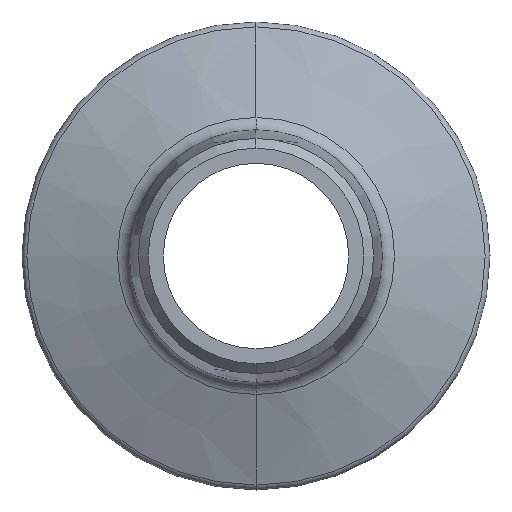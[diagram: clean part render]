
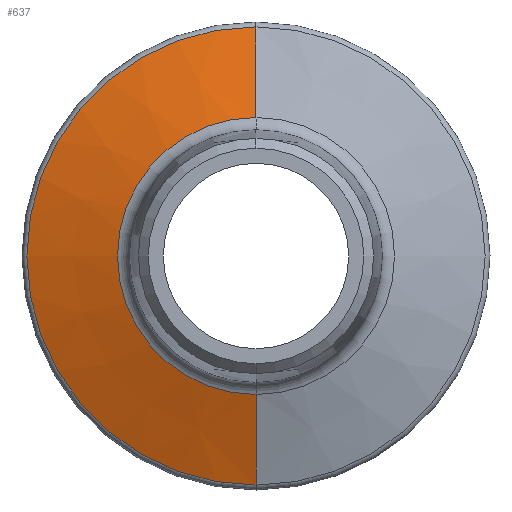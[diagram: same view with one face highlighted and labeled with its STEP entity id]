
A CAD part, left-side view. The second image highlights one B-rep face of the part: STEP entity #637.
In plain terms, the highlighted conical face has half-angle 70 degrees and reference radius 24.724 mm.
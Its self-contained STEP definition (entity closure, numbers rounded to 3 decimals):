
#20 = LINE ( 'NONE', #511, #193 ) ;
#29 = CIRCLE ( 'NONE', #484, 24.724 ) ;
#57 = ORIENTED_EDGE ( 'NONE', *, *, #80, .T. ) ;
#75 = VERTEX_POINT ( 'NONE', #485 ) ;
#80 = EDGE_CURVE ( 'NONE', #75, #135, #149, .T. ) ;
#135 = VERTEX_POINT ( 'NONE', #592 ) ;
#143 = ORIENTED_EDGE ( 'NONE', *, *, #185, .F. ) ;
#149 = LINE ( 'NONE', #162, #314 ) ;
#162 = CARTESIAN_POINT ( 'NONE',  ( -3.042, 0., 24.724 ) ) ;
#185 = EDGE_CURVE ( 'NONE', #258, #627, #20, .T. ) ;
#193 = VECTOR ( 'NONE', #357, 1000. ) ;
#194 = CIRCLE ( 'NONE', #208, 14.941 ) ;
#208 = AXIS2_PLACEMENT_3D ( 'NONE', #579, #1062, #400 ) ;
#258 = VERTEX_POINT ( 'NONE', #924 ) ;
#314 = VECTOR ( 'NONE', #480, 1000. ) ;
#326 = EDGE_CURVE ( 'NONE', #627, #135, #29, .T. ) ;
#357 = DIRECTION ( 'NONE',  ( 0.342, 0., -0.94 ) ) ;
#386 = AXIS2_PLACEMENT_3D ( 'NONE', #425, #590, #448 ) ;
#400 = DIRECTION ( 'NONE',  ( 0., 0., -1. ) ) ;
#425 = CARTESIAN_POINT ( 'NONE',  ( -3.042, 0., 0. ) ) ;
#438 = ORIENTED_EDGE ( 'NONE', *, *, #326, .F. ) ;
#448 = DIRECTION ( 'NONE',  ( 0., 0., -1. ) ) ;
#454 = ORIENTED_EDGE ( 'NONE', *, *, #477, .T. ) ;
#477 = EDGE_CURVE ( 'NONE', #258, #75, #194, .T. ) ;
#480 = DIRECTION ( 'NONE',  ( 0.342, 0., 0.94 ) ) ;
#484 = AXIS2_PLACEMENT_3D ( 'NONE', #708, #879, #534 ) ;
#485 = CARTESIAN_POINT ( 'NONE',  ( -6.602, 0., 14.941 ) ) ;
#511 = CARTESIAN_POINT ( 'NONE',  ( -3.042, 0., -24.724 ) ) ;
#534 = DIRECTION ( 'NONE',  ( 0., 0., -1. ) ) ;
#555 = CONICAL_SURFACE ( 'NONE', #386, 24.724, 1.222 ) ;
#579 = CARTESIAN_POINT ( 'NONE',  ( -6.602, 0., 0. ) ) ;
#590 = DIRECTION ( 'NONE',  ( 1., 0., 0. ) ) ;
#592 = CARTESIAN_POINT ( 'NONE',  ( -3.042, 0., 24.724 ) ) ;
#627 = VERTEX_POINT ( 'NONE', #677 ) ;
#637 = ADVANCED_FACE ( 'NONE', ( #751 ), #555, .T. ) ;
#677 = CARTESIAN_POINT ( 'NONE',  ( -3.042, 0., -24.724 ) ) ;
#708 = CARTESIAN_POINT ( 'NONE',  ( -3.042, 0., 0. ) ) ;
#751 = FACE_OUTER_BOUND ( 'NONE', #905, .T. ) ;
#879 = DIRECTION ( 'NONE',  ( 1., 0., 0. ) ) ;
#905 = EDGE_LOOP ( 'NONE', ( #454, #57, #438, #143 ) ) ;
#924 = CARTESIAN_POINT ( 'NONE',  ( -6.602, 0., -14.941 ) ) ;
#1062 = DIRECTION ( 'NONE',  ( 1., 0., 0. ) ) ;
